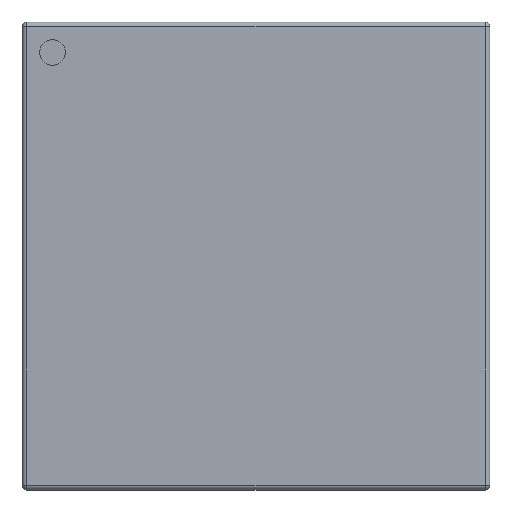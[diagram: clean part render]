
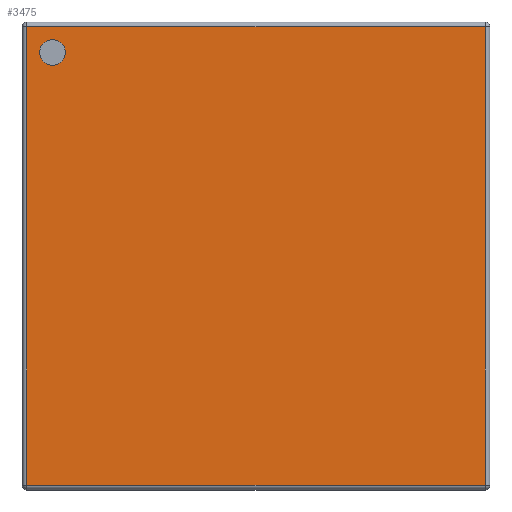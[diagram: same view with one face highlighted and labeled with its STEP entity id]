
A CAD part, top view. The second image highlights one B-rep face of the part: STEP entity #3475.
In plain terms, the highlighted planar face has unit normal (0, 0, 1).
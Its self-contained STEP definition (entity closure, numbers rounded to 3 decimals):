
#1 = VERTEX_POINT ( 'NONE', #3787 ) ;
#152 = CARTESIAN_POINT ( 'NONE',  ( -1.47, 0., 0.775 ) ) ;
#180 = ORIENTED_EDGE ( 'NONE', *, *, #6096, .T. ) ;
#339 = VERTEX_POINT ( 'NONE', #1904 ) ;
#619 = EDGE_LOOP ( 'NONE', ( #4458, #7205 ) ) ;
#667 = CARTESIAN_POINT ( 'NONE',  ( -1.305, 1.305, 0.775 ) ) ;
#765 = AXIS2_PLACEMENT_3D ( 'NONE', #2732, #5607, #7197 ) ;
#1081 = DIRECTION ( 'NONE',  ( 1., 0., 0. ) ) ;
#1436 = CARTESIAN_POINT ( 'NONE',  ( 0., 0., 0.775 ) ) ;
#1847 = VECTOR ( 'NONE', #5674, 1000. ) ;
#1904 = CARTESIAN_POINT ( 'NONE',  ( -1.388, 1.305, 0.775 ) ) ;
#2478 = CARTESIAN_POINT ( 'NONE',  ( 0., 1.47, 0.775 ) ) ;
#2732 = CARTESIAN_POINT ( 'NONE',  ( -1.305, 1.305, 0.775 ) ) ;
#2899 = EDGE_CURVE ( 'NONE', #6548, #4344, #4231, .T. ) ;
#3022 = LINE ( 'NONE', #152, #5234 ) ;
#3034 = LINE ( 'NONE', #2478, #1847 ) ;
#3265 = ORIENTED_EDGE ( 'NONE', *, *, #3284, .T. ) ;
#3284 = EDGE_CURVE ( 'NONE', #4344, #4067, #4528, .T. ) ;
#3362 = DIRECTION ( 'NONE',  ( 0., 0., 1. ) ) ;
#3406 = AXIS2_PLACEMENT_3D ( 'NONE', #1436, #3669, #7035 ) ;
#3444 = CARTESIAN_POINT ( 'NONE',  ( -1.47, 1.47, 0.775 ) ) ;
#3455 = CARTESIAN_POINT ( 'NONE',  ( 1.47, -1.47, 0.775 ) ) ;
#3475 = ADVANCED_FACE ( 'NONE', ( #3708, #6999 ), #6464, .F. ) ;
#3556 = CARTESIAN_POINT ( 'NONE',  ( 1.47, 1.47, 0.775 ) ) ;
#3669 = DIRECTION ( 'NONE',  ( 0., 0., -1. ) ) ;
#3708 = FACE_BOUND ( 'NONE', #619, .T. ) ;
#3787 = CARTESIAN_POINT ( 'NONE',  ( -1.223, 1.305, 0.775 ) ) ;
#3944 = AXIS2_PLACEMENT_3D ( 'NONE', #667, #3362, #1081 ) ;
#3984 = DIRECTION ( 'NONE',  ( 0., 1., 0. ) ) ;
#4049 = CIRCLE ( 'NONE', #765, 0.083 ) ;
#4067 = VERTEX_POINT ( 'NONE', #3556 ) ;
#4231 = LINE ( 'NONE', #6835, #4455 ) ;
#4344 = VERTEX_POINT ( 'NONE', #3455 ) ;
#4455 = VECTOR ( 'NONE', #6458, 1000. ) ;
#4458 = ORIENTED_EDGE ( 'NONE', *, *, #6614, .F. ) ;
#4528 = LINE ( 'NONE', #6739, #6469 ) ;
#4676 = DIRECTION ( 'NONE',  ( 0., -1., 0. ) ) ;
#4783 = VERTEX_POINT ( 'NONE', #3444 ) ;
#4961 = CARTESIAN_POINT ( 'NONE',  ( -1.47, -1.47, 0.775 ) ) ;
#5164 = ORIENTED_EDGE ( 'NONE', *, *, #6972, .T. ) ;
#5234 = VECTOR ( 'NONE', #4676, 1000. ) ;
#5294 = EDGE_CURVE ( 'NONE', #339, #1, #4049, .T. ) ;
#5607 = DIRECTION ( 'NONE',  ( 0., 0., 1. ) ) ;
#5674 = DIRECTION ( 'NONE',  ( -1., 0., 0. ) ) ;
#5983 = EDGE_LOOP ( 'NONE', ( #180, #6560, #3265, #5164 ) ) ;
#6096 = EDGE_CURVE ( 'NONE', #4783, #6548, #3022, .T. ) ;
#6458 = DIRECTION ( 'NONE',  ( 1., 0., 0. ) ) ;
#6464 = PLANE ( 'NONE',  #3406 ) ;
#6469 = VECTOR ( 'NONE', #3984, 1000. ) ;
#6548 = VERTEX_POINT ( 'NONE', #4961 ) ;
#6560 = ORIENTED_EDGE ( 'NONE', *, *, #2899, .T. ) ;
#6614 = EDGE_CURVE ( 'NONE', #1, #339, #7087, .T. ) ;
#6739 = CARTESIAN_POINT ( 'NONE',  ( 1.47, 0., 0.775 ) ) ;
#6835 = CARTESIAN_POINT ( 'NONE',  ( 0., -1.47, 0.775 ) ) ;
#6972 = EDGE_CURVE ( 'NONE', #4067, #4783, #3034, .T. ) ;
#6999 = FACE_OUTER_BOUND ( 'NONE', #5983, .T. ) ;
#7035 = DIRECTION ( 'NONE',  ( -1., 0., 0. ) ) ;
#7087 = CIRCLE ( 'NONE', #3944, 0.083 ) ;
#7197 = DIRECTION ( 'NONE',  ( 1., 0., 0. ) ) ;
#7205 = ORIENTED_EDGE ( 'NONE', *, *, #5294, .F. ) ;
